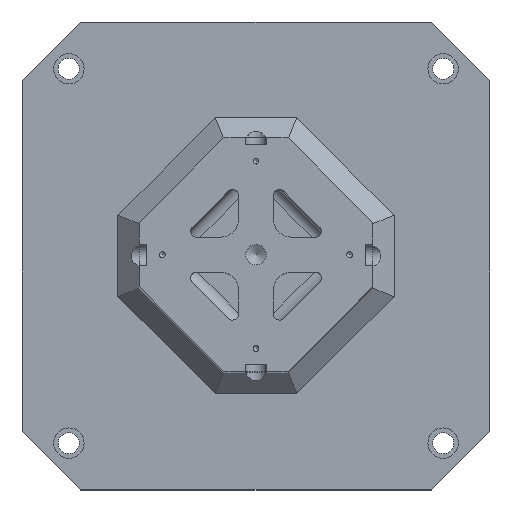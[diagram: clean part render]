
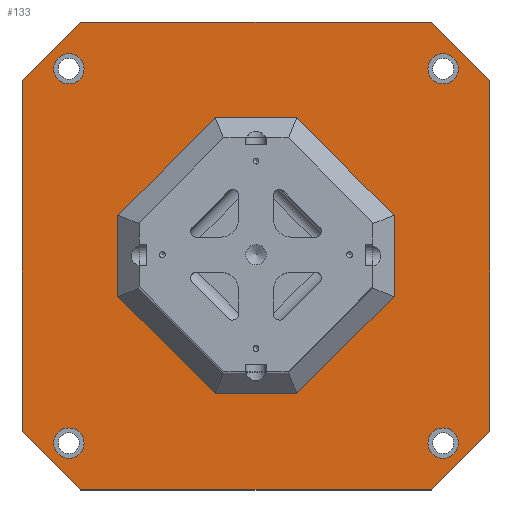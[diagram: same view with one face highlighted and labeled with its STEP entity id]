
A CAD part, top view. The second image highlights one B-rep face of the part: STEP entity #133.
In plain terms, the highlighted planar face has unit normal (0, 0, 1).
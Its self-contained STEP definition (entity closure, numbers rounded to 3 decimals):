
#133 = ADVANCED_FACE( '', ( #481, #482, #483, #484, #485, #486 ), #487, .T. );
#481 = FACE_BOUND( '', #1189, .T. );
#482 = FACE_BOUND( '', #1190, .T. );
#483 = FACE_BOUND( '', #1191, .T. );
#484 = FACE_BOUND( '', #1192, .T. );
#485 = FACE_BOUND( '', #1193, .T. );
#486 = FACE_OUTER_BOUND( '', #1194, .T. );
#487 = PLANE( '', #1195 );
#1189 = EDGE_LOOP( '', ( #2307 ) );
#1190 = EDGE_LOOP( '', ( #2308 ) );
#1191 = EDGE_LOOP( '', ( #2309 ) );
#1192 = EDGE_LOOP( '', ( #2310 ) );
#1193 = EDGE_LOOP( '', ( #2311, #2312, #2313, #2314, #2315, #2316, #2317, #2318 ) );
#1194 = EDGE_LOOP( '', ( #2319, #2320, #2321, #2322, #2323, #2324, #2325, #2326 ) );
#1195 = AXIS2_PLACEMENT_3D( '', #2327, #2328, #2329 );
#2307 = ORIENTED_EDGE( '', *, *, #3743, .T. );
#2308 = ORIENTED_EDGE( '', *, *, #3744, .T. );
#2309 = ORIENTED_EDGE( '', *, *, #3745, .T. );
#2310 = ORIENTED_EDGE( '', *, *, #3746, .T. );
#2311 = ORIENTED_EDGE( '', *, *, #3536, .T. );
#2312 = ORIENTED_EDGE( '', *, *, #3721, .T. );
#2313 = ORIENTED_EDGE( '', *, *, #3715, .T. );
#2314 = ORIENTED_EDGE( '', *, *, #3690, .T. );
#2315 = ORIENTED_EDGE( '', *, *, #3685, .T. );
#2316 = ORIENTED_EDGE( '', *, *, #3714, .T. );
#2317 = ORIENTED_EDGE( '', *, *, #3719, .T. );
#2318 = ORIENTED_EDGE( '', *, *, #3725, .T. );
#2319 = ORIENTED_EDGE( '', *, *, #3738, .T. );
#2320 = ORIENTED_EDGE( '', *, *, #3747, .T. );
#2321 = ORIENTED_EDGE( '', *, *, #3740, .T. );
#2322 = ORIENTED_EDGE( '', *, *, #3475, .T. );
#2323 = ORIENTED_EDGE( '', *, *, #3728, .T. );
#2324 = ORIENTED_EDGE( '', *, *, #3748, .T. );
#2325 = ORIENTED_EDGE( '', *, *, #3733, .T. );
#2326 = ORIENTED_EDGE( '', *, *, #3749, .T. );
#2327 = CARTESIAN_POINT( '', ( -200., -200., 40. ) );
#2328 = DIRECTION( '', ( 0., 0., 1. ) );
#2329 = DIRECTION( '', ( 1., 0., 0. ) );
#3475 = EDGE_CURVE( '', #3976, #3977, #3978, .F. );
#3536 = EDGE_CURVE( '', #4094, #4092, #4095, .T. );
#3685 = EDGE_CURVE( '', #4345, #4343, #4346, .T. );
#3690 = EDGE_CURVE( '', #4354, #4345, #4355, .T. );
#3714 = EDGE_CURVE( '', #4343, #4395, #4397, .T. );
#3715 = EDGE_CURVE( '', #4398, #4354, #4399, .T. );
#3719 = EDGE_CURVE( '', #4395, #4402, #4404, .T. );
#3721 = EDGE_CURVE( '', #4092, #4398, #4406, .T. );
#3725 = EDGE_CURVE( '', #4402, #4094, #4412, .T. );
#3728 = EDGE_CURVE( '', #3977, #4415, #4417, .T. );
#3733 = EDGE_CURVE( '', #4427, #4425, #4428, .T. );
#3738 = EDGE_CURVE( '', #4437, #4435, #4438, .T. );
#3740 = EDGE_CURVE( '', #4440, #3976, #4441, .T. );
#3743 = EDGE_CURVE( '', #4445, #4445, #4446, .T. );
#3744 = EDGE_CURVE( '', #4447, #4447, #4448, .T. );
#3745 = EDGE_CURVE( '', #4449, #4449, #4450, .T. );
#3746 = EDGE_CURVE( '', #4451, #4451, #4452, .T. );
#3747 = EDGE_CURVE( '', #4435, #4440, #4453, .F. );
#3748 = EDGE_CURVE( '', #4415, #4427, #4454, .F. );
#3749 = EDGE_CURVE( '', #4425, #4437, #4455, .F. );
#3976 = VERTEX_POINT( '', #4830 );
#3977 = VERTEX_POINT( '', #4831 );
#3978 = LINE( '', #4832, #4833 );
#4092 = VERTEX_POINT( '', #4985 );
#4094 = VERTEX_POINT( '', #4988 );
#4095 = LINE( '', #4989, #4990 );
#4343 = VERTEX_POINT( '', #5449 );
#4345 = VERTEX_POINT( '', #5452 );
#4346 = LINE( '', #5453, #5454 );
#4354 = VERTEX_POINT( '', #5465 );
#4355 = LINE( '', #5466, #5467 );
#4395 = VERTEX_POINT( '', #5516 );
#4397 = LINE( '', #5519, #5520 );
#4398 = VERTEX_POINT( '', #5521 );
#4399 = LINE( '', #5522, #5523 );
#4402 = VERTEX_POINT( '', #5528 );
#4404 = LINE( '', #5531, #5532 );
#4406 = LINE( '', #5534, #5535 );
#4412 = LINE( '', #5543, #5544 );
#4415 = VERTEX_POINT( '', #5548 );
#4417 = LINE( '', #5551, #5552 );
#4425 = VERTEX_POINT( '', #5561 );
#4427 = VERTEX_POINT( '', #5564 );
#4428 = LINE( '', #5565, #5566 );
#4435 = VERTEX_POINT( '', #5575 );
#4437 = VERTEX_POINT( '', #5578 );
#4438 = LINE( '', #5579, #5580 );
#4440 = VERTEX_POINT( '', #5583 );
#4441 = LINE( '', #5584, #5585 );
#4445 = VERTEX_POINT( '', #5591 );
#4446 = CIRCLE( '', #5592, 13. );
#4447 = VERTEX_POINT( '', #5593 );
#4448 = CIRCLE( '', #5594, 13. );
#4449 = VERTEX_POINT( '', #5595 );
#4450 = CIRCLE( '', #5596, 13. );
#4451 = VERTEX_POINT( '', #5597 );
#4452 = CIRCLE( '', #5598, 13. );
#4453 = LINE( '', #5599, #5600 );
#4454 = LINE( '', #5601, #5602 );
#4455 = LINE( '', #5603, #5604 );
#4830 = CARTESIAN_POINT( '', ( -150., 200., 40. ) );
#4831 = CARTESIAN_POINT( '', ( -200., 150., 40. ) );
#4832 = CARTESIAN_POINT( '', ( -375., -25., 40. ) );
#4833 = VECTOR( '', #6031, 1000. );
#4985 = CARTESIAN_POINT( '', ( -118., -34.956, 40. ) );
#4988 = CARTESIAN_POINT( '', ( -34.956, -118., 40. ) );
#4989 = CARTESIAN_POINT( '', ( -112.728, -40.228, 40. ) );
#4990 = VECTOR( '', #6131, 1000. );
#5449 = CARTESIAN_POINT( '', ( 118., 34.956, 40. ) );
#5452 = CARTESIAN_POINT( '', ( 34.956, 118., 40. ) );
#5453 = CARTESIAN_POINT( '', ( 112.728, 40.228, 40. ) );
#5454 = VECTOR( '', #6365, 1000. );
#5465 = CARTESIAN_POINT( '', ( -34.956, 118., 40. ) );
#5466 = CARTESIAN_POINT( '', ( 27.5, 118., 40. ) );
#5467 = VECTOR( '', #6372, 1000. );
#5516 = CARTESIAN_POINT( '', ( 118., -34.956, 40. ) );
#5519 = CARTESIAN_POINT( '', ( 118., -27.5, 40. ) );
#5520 = VECTOR( '', #6422, 1000. );
#5521 = CARTESIAN_POINT( '', ( -118., 34.956, 40. ) );
#5522 = CARTESIAN_POINT( '', ( -40.228, 112.728, 40. ) );
#5523 = VECTOR( '', #6423, 1000. );
#5528 = CARTESIAN_POINT( '', ( 34.956, -118., 40. ) );
#5531 = CARTESIAN_POINT( '', ( 40.228, -112.728, 40. ) );
#5532 = VECTOR( '', #6427, 1000. );
#5534 = CARTESIAN_POINT( '', ( -118., 27.5, 40. ) );
#5535 = VECTOR( '', #6431, 1000. );
#5543 = CARTESIAN_POINT( '', ( -27.5, -118., 40. ) );
#5544 = VECTOR( '', #6437, 1000. );
#5548 = CARTESIAN_POINT( '', ( -200., -150., 40. ) );
#5551 = CARTESIAN_POINT( '', ( -200., 200., 40. ) );
#5552 = VECTOR( '', #6440, 1000. );
#5561 = CARTESIAN_POINT( '', ( 150., -200., 40. ) );
#5564 = CARTESIAN_POINT( '', ( -150., -200., 40. ) );
#5565 = CARTESIAN_POINT( '', ( -200., -200., 40. ) );
#5566 = VECTOR( '', #6449, 1000. );
#5575 = CARTESIAN_POINT( '', ( 200., 150., 40. ) );
#5578 = CARTESIAN_POINT( '', ( 200., -150., 40. ) );
#5579 = CARTESIAN_POINT( '', ( 200., -200., 40. ) );
#5580 = VECTOR( '', #6456, 1000. );
#5583 = CARTESIAN_POINT( '', ( 150., 200., 40. ) );
#5584 = CARTESIAN_POINT( '', ( 200., 200., 40. ) );
#5585 = VECTOR( '', #6458, 1000. );
#5591 = CARTESIAN_POINT( '', ( -160., 147., 40. ) );
#5592 = AXIS2_PLACEMENT_3D( '', #6461, #6462, #6463 );
#5593 = CARTESIAN_POINT( '', ( -160., -173., 40. ) );
#5594 = AXIS2_PLACEMENT_3D( '', #6464, #6465, #6466 );
#5595 = CARTESIAN_POINT( '', ( 160., -173., 40. ) );
#5596 = AXIS2_PLACEMENT_3D( '', #6467, #6468, #6469 );
#5597 = CARTESIAN_POINT( '', ( 160., 147., 40. ) );
#5598 = AXIS2_PLACEMENT_3D( '', #6470, #6471, #6472 );
#5599 = CARTESIAN_POINT( '', ( 175., 175., 40. ) );
#5600 = VECTOR( '', #6473, 1000. );
#5601 = CARTESIAN_POINT( '', ( -175., -175., 40. ) );
#5602 = VECTOR( '', #6474, 1000. );
#5603 = CARTESIAN_POINT( '', ( -25., -375., 40. ) );
#5604 = VECTOR( '', #6475, 1000. );
#6031 = DIRECTION( '', ( 0.707, 0.707, 0. ) );
#6131 = DIRECTION( '', ( -0.707, 0.707, 0. ) );
#6365 = DIRECTION( '', ( 0.707, -0.707, 0. ) );
#6372 = DIRECTION( '', ( 1., 0., 0. ) );
#6422 = DIRECTION( '', ( 0., -1., 0. ) );
#6423 = DIRECTION( '', ( 0.707, 0.707, 0. ) );
#6427 = DIRECTION( '', ( -0.707, -0.707, 0. ) );
#6431 = DIRECTION( '', ( 0., 1., 0. ) );
#6437 = DIRECTION( '', ( -1., 0., 0. ) );
#6440 = DIRECTION( '', ( 0., -1., 0. ) );
#6449 = DIRECTION( '', ( 1., 0., 0. ) );
#6456 = DIRECTION( '', ( 0., 1., 0. ) );
#6458 = DIRECTION( '', ( -1., 0., 0. ) );
#6461 = CARTESIAN_POINT( '', ( -160., 160., 40. ) );
#6462 = DIRECTION( '', ( 0., 0., -1. ) );
#6463 = DIRECTION( '', ( 0., -1., 0. ) );
#6464 = CARTESIAN_POINT( '', ( -160., -160., 40. ) );
#6465 = DIRECTION( '', ( 0., 0., -1. ) );
#6466 = DIRECTION( '', ( 0., -1., 0. ) );
#6467 = CARTESIAN_POINT( '', ( 160., -160., 40. ) );
#6468 = DIRECTION( '', ( 0., 0., -1. ) );
#6469 = DIRECTION( '', ( 0., -1., 0. ) );
#6470 = CARTESIAN_POINT( '', ( 160., 160., 40. ) );
#6471 = DIRECTION( '', ( 0., 0., -1. ) );
#6472 = DIRECTION( '', ( 0., -1., 0. ) );
#6473 = DIRECTION( '', ( 0.707, -0.707, 0. ) );
#6474 = DIRECTION( '', ( -0.707, 0.707, 0. ) );
#6475 = DIRECTION( '', ( -0.707, -0.707, 0. ) );
